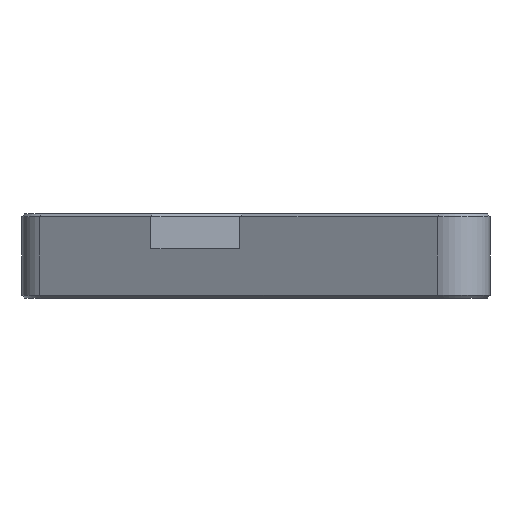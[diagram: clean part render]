
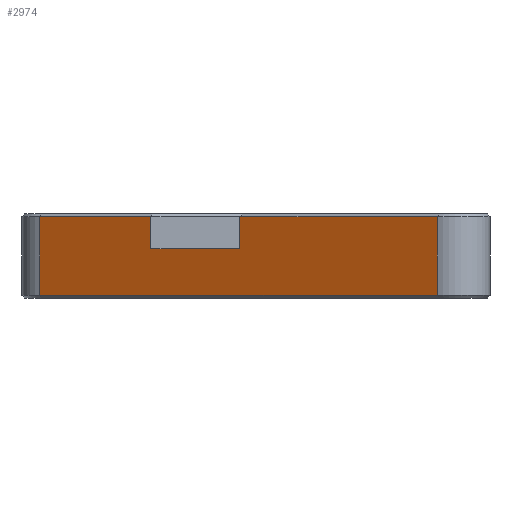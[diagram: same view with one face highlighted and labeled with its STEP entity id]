
A CAD part, left-side view. The second image highlights one B-rep face of the part: STEP entity #2974.
In plain terms, the highlighted planar face has unit normal (-0.866, 0.5, 0).
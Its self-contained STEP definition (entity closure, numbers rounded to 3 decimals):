
#131=PLANE('',#3193);
#254=FACE_OUTER_BOUND('',#432,.T.);
#432=EDGE_LOOP('',(#2254,#2255,#2256,#2257,#2258,#2259,#2260,#2261));
#732=LINE('',#4413,#1043);
#755=LINE('',#4471,#1066);
#784=LINE('',#4564,#1095);
#787=LINE('',#4571,#1098);
#788=LINE('',#4574,#1099);
#790=LINE('',#4577,#1101);
#791=LINE('',#4579,#1102);
#792=LINE('',#4580,#1103);
#1043=VECTOR('',#3531,10.);
#1066=VECTOR('',#3590,10.);
#1095=VECTOR('',#3681,10.);
#1098=VECTOR('',#3688,10.);
#1099=VECTOR('',#3691,10.);
#1101=VECTOR('',#3695,10.);
#1102=VECTOR('',#3696,10.);
#1103=VECTOR('',#3697,10.);
#1343=VERTEX_POINT('',#4402);
#1347=VERTEX_POINT('',#4411);
#1348=VERTEX_POINT('',#4412);
#1364=VERTEX_POINT('',#4464);
#1391=VERTEX_POINT('',#4563);
#1393=VERTEX_POINT('',#4569);
#1394=VERTEX_POINT('',#4573);
#1395=VERTEX_POINT('',#4578);
#1642=EDGE_CURVE('',#1347,#1348,#732,.T.);
#1673=EDGE_CURVE('',#1364,#1343,#755,.T.);
#1717=EDGE_CURVE('',#1348,#1391,#784,.T.);
#1721=EDGE_CURVE('',#1347,#1393,#787,.T.);
#1722=EDGE_CURVE('',#1394,#1343,#788,.T.);
#1724=EDGE_CURVE('',#1393,#1394,#790,.T.);
#1725=EDGE_CURVE('',#1395,#1364,#791,.T.);
#1726=EDGE_CURVE('',#1391,#1395,#792,.T.);
#2254=ORIENTED_EDGE('',*,*,#1642,.F.);
#2255=ORIENTED_EDGE('',*,*,#1721,.T.);
#2256=ORIENTED_EDGE('',*,*,#1724,.T.);
#2257=ORIENTED_EDGE('',*,*,#1722,.T.);
#2258=ORIENTED_EDGE('',*,*,#1673,.F.);
#2259=ORIENTED_EDGE('',*,*,#1725,.F.);
#2260=ORIENTED_EDGE('',*,*,#1726,.F.);
#2261=ORIENTED_EDGE('',*,*,#1717,.F.);
#2974=ADVANCED_FACE('',(#254),#131,.T.);
#3193=AXIS2_PLACEMENT_3D('',#4576,#3693,#3694);
#3531=DIRECTION('',(-0.5,-0.866,0.));
#3590=DIRECTION('',(-0.5,-0.866,0.));
#3681=DIRECTION('',(0.,0.,-1.));
#3688=DIRECTION('',(0.,0.,-1.));
#3691=DIRECTION('',(0.,0.,1.));
#3693=DIRECTION('center_axis',(-0.866,0.5,0.));
#3694=DIRECTION('ref_axis',(-0.5,-0.866,0.));
#3695=DIRECTION('',(0.5,0.866,0.));
#3696=DIRECTION('',(0.,0.,1.));
#3697=DIRECTION('',(0.5,0.866,0.));
#4402=CARTESIAN_POINT('',(-15.314,8.983,6.95));
#4411=CARTESIAN_POINT('',(-19.703,1.38,6.95));
#4412=CARTESIAN_POINT('',(-29.449,-15.5,6.95));
#4413=CARTESIAN_POINT('',(-12.164,14.438,6.95));
#4464=CARTESIAN_POINT('',(-9.819,18.5,6.95));
#4471=CARTESIAN_POINT('',(-12.164,14.438,6.95));
#4563=CARTESIAN_POINT('',(-29.449,-15.5,0.25));
#4564=CARTESIAN_POINT('',(-29.449,-15.5,0.));
#4569=CARTESIAN_POINT('',(-19.703,1.38,4.2));
#4571=CARTESIAN_POINT('',(-19.703,1.38,3.6));
#4573=CARTESIAN_POINT('',(-15.314,8.983,4.2));
#4574=CARTESIAN_POINT('',(-15.314,8.983,3.6));
#4576=CARTESIAN_POINT('Origin',(-8.953,20.,0.));
#4577=CARTESIAN_POINT('',(-10.106,18.003,4.2));
#4578=CARTESIAN_POINT('',(-9.819,18.5,0.25));
#4579=CARTESIAN_POINT('',(-9.819,18.5,0.));
#4580=CARTESIAN_POINT('',(-12.164,14.438,0.25));
